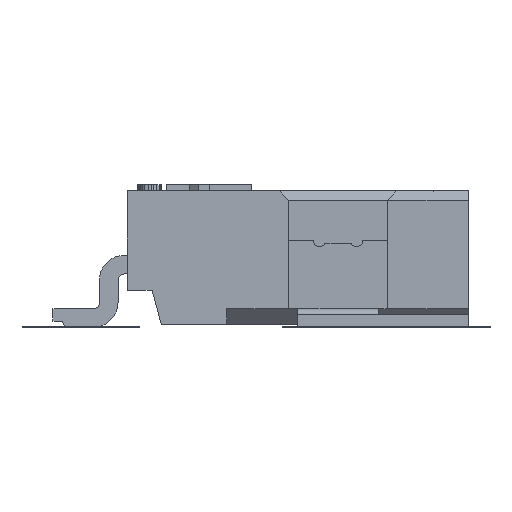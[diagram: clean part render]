
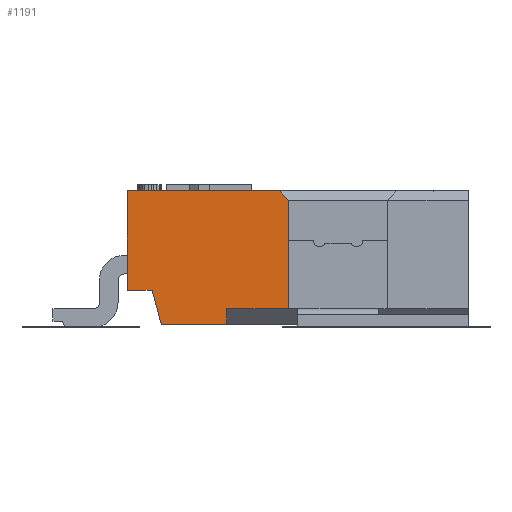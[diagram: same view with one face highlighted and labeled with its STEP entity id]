
A CAD part, left-side view. The second image highlights one B-rep face of the part: STEP entity #1191.
In plain terms, the highlighted planar face has unit normal (-1, 0, 0).
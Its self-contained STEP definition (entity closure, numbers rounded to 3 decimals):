
#1191=ADVANCED_FACE('',(#2227),#1726,.F.);
#1726=PLANE('',#11054);
#2227=FACE_OUTER_BOUND('',#2768,.T.);
#2768=EDGE_LOOP('',(#3641,#3642,#3643,#3644,#3645,#3646,#3647,#3648,#3649));
#3641=ORIENTED_EDGE('',*,*,#6990,.F.);
#3642=ORIENTED_EDGE('',*,*,#7231,.F.);
#3643=ORIENTED_EDGE('',*,*,#7264,.F.);
#3644=ORIENTED_EDGE('',*,*,#7265,.F.);
#3645=ORIENTED_EDGE('',*,*,#7143,.F.);
#3646=ORIENTED_EDGE('',*,*,#7266,.T.);
#3647=ORIENTED_EDGE('',*,*,#7267,.T.);
#3648=ORIENTED_EDGE('',*,*,#7268,.T.);
#3649=ORIENTED_EDGE('',*,*,#7269,.F.);
#6086=VERTEX_POINT('',#14189);
#6087=VERTEX_POINT('',#14191);
#6236=VERTEX_POINT('',#14494);
#6237=VERTEX_POINT('',#14496);
#6298=VERTEX_POINT('',#14667);
#6327=VERTEX_POINT('',#14735);
#6328=VERTEX_POINT('',#14738);
#6329=VERTEX_POINT('',#14740);
#6330=VERTEX_POINT('',#14742);
#6990=EDGE_CURVE('',#6086,#6087,#8383,.T.);
#7143=EDGE_CURVE('',#6236,#6237,#8536,.T.);
#7231=EDGE_CURVE('',#6298,#6086,#8618,.T.);
#7264=EDGE_CURVE('',#6327,#6298,#8651,.T.);
#7265=EDGE_CURVE('',#6237,#6327,#8652,.T.);
#7266=EDGE_CURVE('',#6236,#6328,#8653,.T.);
#7267=EDGE_CURVE('',#6328,#6329,#8654,.T.);
#7268=EDGE_CURVE('',#6329,#6330,#8655,.T.);
#7269=EDGE_CURVE('',#6087,#6330,#8656,.T.);
#8383=LINE('',#14190,#9708);
#8536=LINE('',#14495,#9861);
#8618=LINE('',#14668,#9943);
#8651=LINE('',#14734,#9976);
#8652=LINE('',#14736,#9977);
#8653=LINE('',#14737,#9978);
#8654=LINE('',#14739,#9979);
#8655=LINE('',#14741,#9980);
#8656=LINE('',#14743,#9981);
#9708=VECTOR('',#11641,1.);
#9861=VECTOR('',#11798,1.);
#9943=VECTOR('',#11938,1.);
#9976=VECTOR('',#11981,1.);
#9977=VECTOR('',#11982,1.);
#9978=VECTOR('',#11983,1.);
#9979=VECTOR('',#11984,1.);
#9980=VECTOR('',#11985,1.);
#9981=VECTOR('',#11986,1.);
#11054=AXIS2_PLACEMENT_3D('',#14744,#11987,#11988);
#11641=DIRECTION('',(0.,-1.,0.));
#11798=DIRECTION('',(0.,1.,0.));
#11938=DIRECTION('',(0.,0.,1.));
#11981=DIRECTION('',(0.,1.,0.));
#11982=DIRECTION('',(0.,0.259,0.966));
#11983=DIRECTION('',(0.,0.,1.));
#11984=DIRECTION('',(0.,-1.,0.));
#11985=DIRECTION('',(0.,0.,1.));
#11986=DIRECTION('',(0.,-0.707,-0.707));
#11987=DIRECTION('',(1.,0.,0.));
#11988=DIRECTION('',(0.,1.,0.));
#14189=CARTESIAN_POINT('',(-5.075,2.75,2.276));
#14190=CARTESIAN_POINT('',(-5.075,2.75,2.276));
#14191=CARTESIAN_POINT('',(-5.075,0.3,2.276));
#14494=CARTESIAN_POINT('',(-5.075,1.15,0.126));
#14495=CARTESIAN_POINT('',(-5.075,1.15,0.126));
#14496=CARTESIAN_POINT('',(-5.075,2.203,0.126));
#14667=CARTESIAN_POINT('',(-5.075,2.75,0.676));
#14668=CARTESIAN_POINT('',(-5.075,2.75,0.676));
#14734=CARTESIAN_POINT('',(-5.075,2.35,0.676));
#14735=CARTESIAN_POINT('',(-5.075,2.35,0.676));
#14736=CARTESIAN_POINT('',(-5.075,2.203,0.126));
#14737=CARTESIAN_POINT('',(-5.075,1.15,0.126));
#14738=CARTESIAN_POINT('',(-5.075,1.15,0.376));
#14739=CARTESIAN_POINT('',(-5.075,1.15,0.376));
#14740=CARTESIAN_POINT('',(-5.075,0.15,0.376));
#14741=CARTESIAN_POINT('',(-5.075,0.15,0.376));
#14742=CARTESIAN_POINT('',(-5.075,0.15,2.126));
#14743=CARTESIAN_POINT('',(-5.075,0.3,2.276));
#14744=CARTESIAN_POINT('',(-5.075,1.45,1.201));
